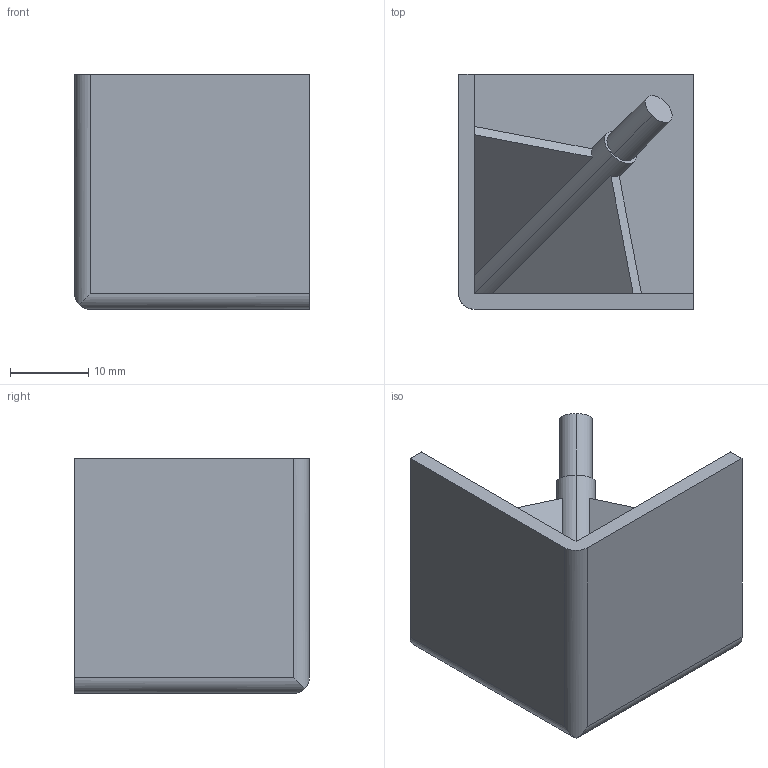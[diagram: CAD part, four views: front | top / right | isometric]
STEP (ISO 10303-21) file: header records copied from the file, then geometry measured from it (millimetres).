
FILE_DESCRIPTION((''),'2;1');
FILE_NAME('11112_POKROV_VOG_30X30_PA_CRN','2022-09-16T13:42:51',('PredragRovcanin'),('Audax d.o.o.'),'CREO PARAMETRIC BY PTC INC, 2020281','CREO PARAMETRIC BY PTC INC, 2020281','');
FILE_SCHEMA(('AUTOMOTIVE_DESIGN { 1 0 10303 214 1 1 1 1 }'));
Length unit declared in the file: millimetre
Products named in the file (1): 11112_POKROV_VOG_30X30_PA_CRN
Bounding box: 30 x 30 x 30 mm (x, y, z)
Volume: 6536.3 mm3; surface area: 6862.4 mm2
Topology: 1 solids, 1 shells, 27 faces, 73 edges, 51 vertices
Faces by surface type: plane 20, cylinder 7
Entity records: 1737 total; most frequent: COLOUR_RGB 321, CARTESIAN_POINT 245, ORIENTED_EDGE 142, DIRECTION 139, PRESENTATION_STYLE_ASSIGNMENT 84, STYLED_ITEM 84, CURVE_STYLE 83, EDGE_CURVE 71
